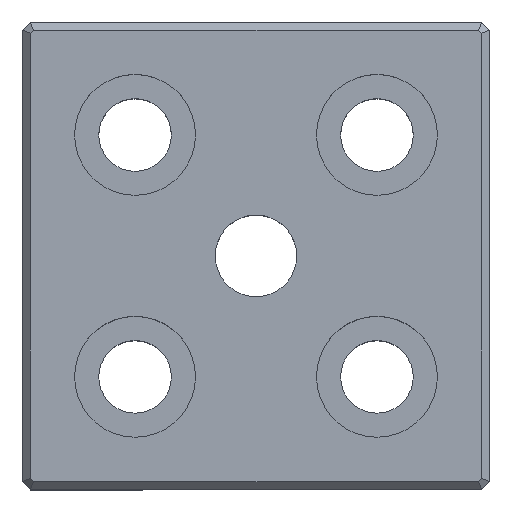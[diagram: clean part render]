
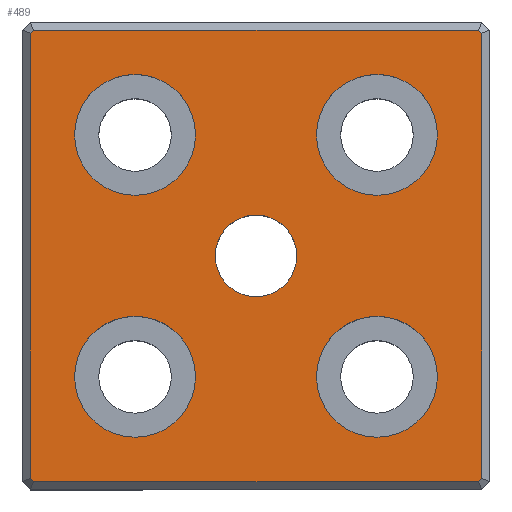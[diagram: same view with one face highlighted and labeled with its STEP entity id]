
A CAD part, top view. The second image highlights one B-rep face of the part: STEP entity #489.
In plain terms, the highlighted planar face has unit normal (0, 0, 1).
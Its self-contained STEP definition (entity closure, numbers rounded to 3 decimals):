
#73=CARTESIAN_POINT('',(-27.586,28.,25.0));
#74=VERTEX_POINT('',#73);
#75=CARTESIAN_POINT('',(27.586,28.,25.0));
#76=VERTEX_POINT('',#75);
#77=CARTESIAN_POINT('',(-27.586,28.,25.0));
#78=DIRECTION('',(1.0,0.0,0.0));
#79=VECTOR('',#78,55.172);
#80=LINE('',#77,#79);
#81=EDGE_CURVE('',#74,#76,#80,.T.);
#113=CARTESIAN_POINT('',(-28.,27.586,25.0));
#114=VERTEX_POINT('',#113);
#115=CARTESIAN_POINT('',(-28.,27.586,25.0));
#116=DIRECTION('',(0.707,0.707,0.0));
#117=VECTOR('',#116,0.586);
#118=LINE('',#115,#117);
#119=EDGE_CURVE('',#114,#74,#118,.T.);
#144=CARTESIAN_POINT('',(-28.,-27.586,25.0));
#145=VERTEX_POINT('',#144);
#146=CARTESIAN_POINT('',(-28.,-27.586,25.0));
#147=DIRECTION('',(0.0,1.0,0.0));
#148=VECTOR('',#147,55.172);
#149=LINE('',#146,#148);
#150=EDGE_CURVE('',#145,#114,#149,.T.);
#175=CARTESIAN_POINT('',(27.586,-28.,25.0));
#176=VERTEX_POINT('',#175);
#177=CARTESIAN_POINT('',(-27.586,-28.,25.0));
#178=VERTEX_POINT('',#177);
#179=CARTESIAN_POINT('',(27.586,-28.,25.0));
#180=DIRECTION('',(-1.0,0.0,0.0));
#181=VECTOR('',#180,55.172);
#182=LINE('',#179,#181);
#183=EDGE_CURVE('',#176,#178,#182,.T.);
#215=CARTESIAN_POINT('',(28.,-27.586,25.0));
#216=VERTEX_POINT('',#215);
#217=CARTESIAN_POINT('',(28.,-27.586,25.0));
#218=DIRECTION('',(-0.707,-0.707,0.0));
#219=VECTOR('',#218,0.586);
#220=LINE('',#217,#219);
#221=EDGE_CURVE('',#216,#176,#220,.T.);
#246=CARTESIAN_POINT('',(-27.586,-28.,25.0));
#247=DIRECTION('',(-0.707,0.707,0.0));
#248=VECTOR('',#247,0.586);
#249=LINE('',#246,#248);
#250=EDGE_CURVE('',#178,#145,#249,.T.);
#268=CARTESIAN_POINT('',(28.,27.586,25.0));
#269=VERTEX_POINT('',#268);
#270=CARTESIAN_POINT('',(28.,27.586,25.0));
#271=DIRECTION('',(0.0,-1.0,0.0));
#272=VECTOR('',#271,55.172);
#273=LINE('',#270,#272);
#274=EDGE_CURVE('',#269,#216,#273,.T.);
#299=CARTESIAN_POINT('',(27.586,28.,25.0));
#300=DIRECTION('',(0.707,-0.707,0.0));
#301=VECTOR('',#300,0.586);
#302=LINE('',#299,#301);
#303=EDGE_CURVE('',#76,#269,#302,.T.);
#419=CARTESIAN_POINT('',(0.,0.,25.0));
#420=DIRECTION('',(0.0,0.0,1.0));
#421=DIRECTION('',(1.0,0.0,0.0));
#422=AXIS2_PLACEMENT_3D('',#419,#420,#421);
#423=PLANE('',#422);
#424=ORIENTED_EDGE('',*,*,#183,.F.);
#425=ORIENTED_EDGE('',*,*,#221,.F.);
#426=ORIENTED_EDGE('',*,*,#274,.F.);
#427=ORIENTED_EDGE('',*,*,#303,.F.);
#428=ORIENTED_EDGE('',*,*,#81,.F.);
#429=ORIENTED_EDGE('',*,*,#119,.F.);
#430=ORIENTED_EDGE('',*,*,#150,.F.);
#431=ORIENTED_EDGE('',*,*,#250,.F.);
#432=EDGE_LOOP('',(#424,#425,#426,#427,#428,#429,#430,#431));
#433=FACE_OUTER_BOUND('',#432,.T.);
#434=CARTESIAN_POINT('',(-7.5,-15.0,25.0));
#435=VERTEX_POINT('',#434);
#436=CARTESIAN_POINT('',(-15.,-15.0,25.0));
#437=DIRECTION('',(0.0,0.0,-1.0));
#438=DIRECTION('',(1.0,0.0,0.0));
#439=AXIS2_PLACEMENT_3D('',#436,#437,#438);
#440=CIRCLE('',#439,7.5);
#441=EDGE_CURVE('',#435,#435,#440,.T.);
#442=ORIENTED_EDGE('',*,*,#441,.T.);
#443=EDGE_LOOP('',(#442));
#444=FACE_BOUND('',#443,.T.);
#445=CARTESIAN_POINT('',(22.5,15.,25.0));
#446=VERTEX_POINT('',#445);
#447=CARTESIAN_POINT('',(15.,15.,25.0));
#448=DIRECTION('',(0.0,0.0,-1.0));
#449=DIRECTION('',(1.0,0.0,0.0));
#450=AXIS2_PLACEMENT_3D('',#447,#448,#449);
#451=CIRCLE('',#450,7.5);
#452=EDGE_CURVE('',#446,#446,#451,.T.);
#453=ORIENTED_EDGE('',*,*,#452,.T.);
#454=EDGE_LOOP('',(#453));
#455=FACE_BOUND('',#454,.T.);
#456=CARTESIAN_POINT('',(-7.5,15.0,25.0));
#457=VERTEX_POINT('',#456);
#458=CARTESIAN_POINT('',(-15.,15.0,25.0));
#459=DIRECTION('',(0.0,0.0,-1.0));
#460=DIRECTION('',(1.0,0.0,0.0));
#461=AXIS2_PLACEMENT_3D('',#458,#459,#460);
#462=CIRCLE('',#461,7.5);
#463=EDGE_CURVE('',#457,#457,#462,.T.);
#464=ORIENTED_EDGE('',*,*,#463,.T.);
#465=EDGE_LOOP('',(#464));
#466=FACE_BOUND('',#465,.T.);
#467=CARTESIAN_POINT('',(22.5,-15.,25.0));
#468=VERTEX_POINT('',#467);
#469=CARTESIAN_POINT('',(15.,-15.,25.0));
#470=DIRECTION('',(0.0,0.0,-1.0));
#471=DIRECTION('',(1.0,0.0,0.0));
#472=AXIS2_PLACEMENT_3D('',#469,#470,#471);
#473=CIRCLE('',#472,7.5);
#474=EDGE_CURVE('',#468,#468,#473,.T.);
#475=ORIENTED_EDGE('',*,*,#474,.T.);
#476=EDGE_LOOP('',(#475));
#477=FACE_BOUND('',#476,.T.);
#478=CARTESIAN_POINT('',(5.053,0.,25.0));
#479=VERTEX_POINT('',#478);
#480=CARTESIAN_POINT('',(0.,0.,25.0));
#481=DIRECTION('',(0.0,0.0,-1.0));
#482=DIRECTION('',(1.0,0.0,0.0));
#483=AXIS2_PLACEMENT_3D('',#480,#481,#482);
#484=CIRCLE('',#483,5.053);
#485=EDGE_CURVE('',#479,#479,#484,.T.);
#486=ORIENTED_EDGE('',*,*,#485,.T.);
#487=EDGE_LOOP('',(#486));
#488=FACE_BOUND('',#487,.T.);
#489=ADVANCED_FACE('',(#433,#444,#455,#466,#477,#488),#423,.T.);
